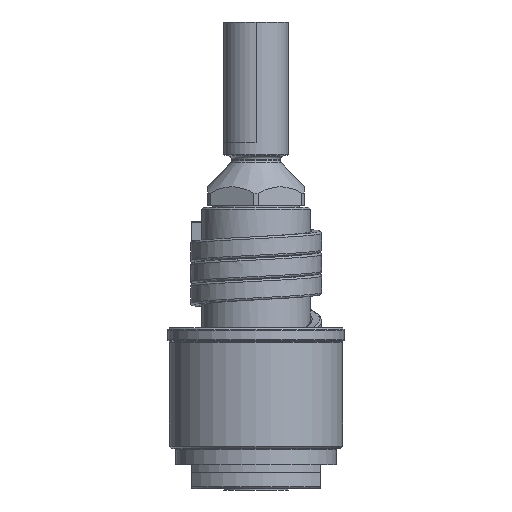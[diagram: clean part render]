
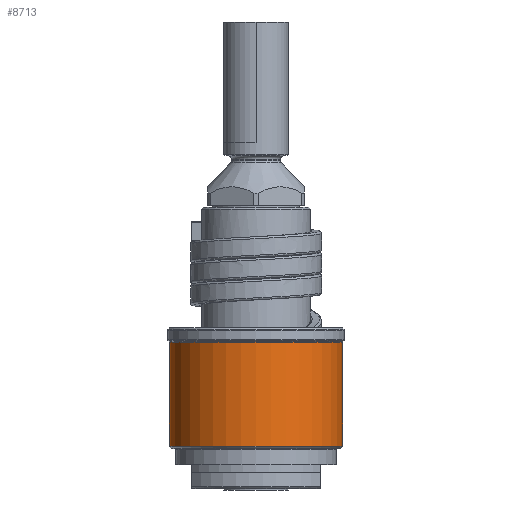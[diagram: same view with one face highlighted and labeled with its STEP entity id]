
A CAD part, front view. The second image highlights one B-rep face of the part: STEP entity #8713.
In plain terms, the highlighted cylindrical face has radius 21.5 mm (diameter 43 mm), a partial arc.
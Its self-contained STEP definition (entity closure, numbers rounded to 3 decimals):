
#2709=CARTESIAN_POINT('',(0.,0.,10.583));
#2710=DIRECTION('',(0.,0.,1.));
#2711=DIRECTION('',(-1.,0.,0.));
#2712=AXIS2_PLACEMENT_3D('',#2709,#2710,#2711);
#2714=DIRECTION('',(0.,0.,-1.));
#2715=VECTOR('',#2714,25.834);
#2716=CARTESIAN_POINT('',(-21.5,0.,36.417));
#2717=LINE('',#2716,#2715);
#2718=CARTESIAN_POINT('',(0.,0.,36.417));
#2719=DIRECTION('',(0.,0.,1.));
#2720=DIRECTION('',(-1.,0.,0.));
#2721=AXIS2_PLACEMENT_3D('',#2718,#2719,#2720);
#2723=DIRECTION('',(0.,0.,-1.));
#2724=VECTOR('',#2723,25.834);
#2725=CARTESIAN_POINT('',(21.5,0.,36.417));
#2726=LINE('',#2725,#2724);
#5517=CARTESIAN_POINT('',(21.5,0.,36.417));
#5518=CARTESIAN_POINT('',(-21.5,0.,36.417));
#5519=VERTEX_POINT('',#5517);
#5520=VERTEX_POINT('',#5518);
#5543=CARTESIAN_POINT('',(21.5,0.,10.583));
#5544=VERTEX_POINT('',#5543);
#5545=CARTESIAN_POINT('',(-21.5,0.,10.583));
#5546=VERTEX_POINT('',#5545);
#8701=CARTESIAN_POINT('',(0.,0.,8.5));
#8702=DIRECTION('',(0.,0.,1.));
#8703=DIRECTION('',(-1.,0.,0.));
#8704=AXIS2_PLACEMENT_3D('',#8701,#8702,#8703);
#8705=CYLINDRICAL_SURFACE('',#8704,21.5);
#8706=ORIENTED_EDGE('',*,*,#7116,.F.);
#8707=ORIENTED_EDGE('',*,*,#7097,.F.);
#8709=ORIENTED_EDGE('',*,*,#8708,.T.);
#8710=ORIENTED_EDGE('',*,*,#7093,.T.);
#8711=EDGE_LOOP('',(#8706,#8707,#8709,#8710));
#8712=FACE_OUTER_BOUND('',#8711,.F.);
#2713=CIRCLE('',#2712,21.5);
#2722=CIRCLE('',#2721,21.5);
#7093=EDGE_CURVE('',#5519,#5544,#2726,.T.);
#7097=EDGE_CURVE('',#5520,#5546,#2717,.T.);
#7116=EDGE_CURVE('',#5546,#5544,#2713,.T.);
#8708=EDGE_CURVE('',#5520,#5519,#2722,.T.);
#8713=ADVANCED_FACE('',(#8712),#8705,.T.);
